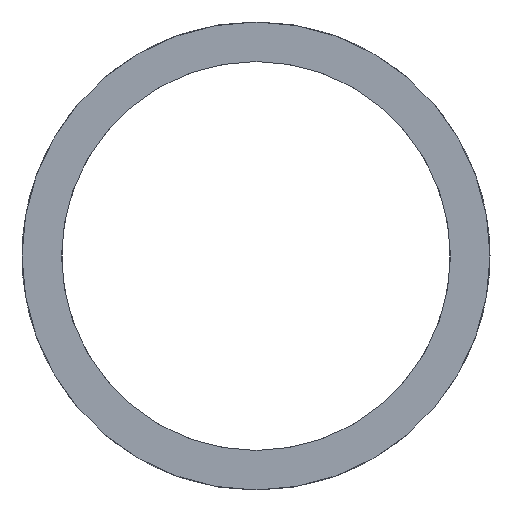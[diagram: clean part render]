
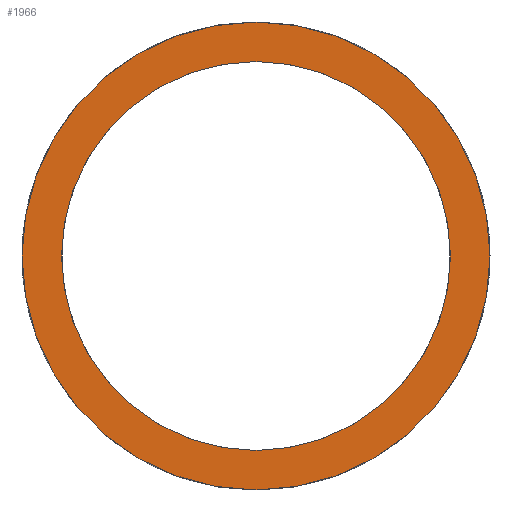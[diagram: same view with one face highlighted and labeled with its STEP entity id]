
A CAD part, left-side view. The second image highlights one B-rep face of the part: STEP entity #1966.
In plain terms, the highlighted planar face has unit normal (-1, 0, 0).
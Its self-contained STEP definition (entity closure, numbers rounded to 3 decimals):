
#203 = EDGE_CURVE ( 'NONE', #807, #2017, #1429, .T. ) ;
#210 = EDGE_LOOP ( 'NONE', ( #1201, #2160 ) ) ;
#234 = AXIS2_PLACEMENT_3D ( 'NONE', #588, #1642, #1198 ) ;
#252 = CARTESIAN_POINT ( 'NONE',  ( -29., 0., -8.875 ) ) ;
#342 = DIRECTION ( 'NONE',  ( 1., 0., 0. ) ) ;
#353 = DIRECTION ( 'NONE',  ( 0., 0., -1. ) ) ;
#358 = DIRECTION ( 'NONE',  ( 1., 0., 0. ) ) ;
#360 = CARTESIAN_POINT ( 'NONE',  ( -29., 0., 0. ) ) ;
#412 = AXIS2_PLACEMENT_3D ( 'NONE', #2126, #358, #1005 ) ;
#452 = ORIENTED_EDGE ( 'NONE', *, *, #497, .F. ) ;
#490 = EDGE_LOOP ( 'NONE', ( #452, #1397 ) ) ;
#497 = EDGE_CURVE ( 'NONE', #1101, #2335, #1809, .T. ) ;
#521 = EDGE_CURVE ( 'NONE', #2017, #807, #1907, .T. ) ;
#588 = CARTESIAN_POINT ( 'NONE',  ( -29., 0., 0. ) ) ;
#807 = VERTEX_POINT ( 'NONE', #2498 ) ;
#938 = AXIS2_PLACEMENT_3D ( 'NONE', #1081, #2860, #353 ) ;
#993 = PLANE ( 'NONE',  #2311 ) ;
#1005 = DIRECTION ( 'NONE',  ( 0., 0., -1. ) ) ;
#1009 = DIRECTION ( 'NONE',  ( 1., 0., 0. ) ) ;
#1081 = CARTESIAN_POINT ( 'NONE',  ( -29., 0., 0. ) ) ;
#1101 = VERTEX_POINT ( 'NONE', #1560 ) ;
#1198 = DIRECTION ( 'NONE',  ( 0., 0., -1. ) ) ;
#1201 = ORIENTED_EDGE ( 'NONE', *, *, #203, .T. ) ;
#1397 = ORIENTED_EDGE ( 'NONE', *, *, #2683, .F. ) ;
#1429 = CIRCLE ( 'NONE', #2783, 7.375 ) ;
#1491 = FACE_OUTER_BOUND ( 'NONE', #490, .T. ) ;
#1560 = CARTESIAN_POINT ( 'NONE',  ( -29., 0., 8.875 ) ) ;
#1642 = DIRECTION ( 'NONE',  ( 1., 0., 0. ) ) ;
#1669 = CARTESIAN_POINT ( 'NONE',  ( -29., 0., 0. ) ) ;
#1705 = FACE_BOUND ( 'NONE', #210, .T. ) ;
#1809 = CIRCLE ( 'NONE', #234, 8.875 ) ;
#1904 = DIRECTION ( 'NONE',  ( 0., 0., -1. ) ) ;
#1907 = CIRCLE ( 'NONE', #412, 7.375 ) ;
#1966 = ADVANCED_FACE ( 'NONE', ( #1705, #1491 ), #993, .F. ) ;
#2017 = VERTEX_POINT ( 'NONE', #2381 ) ;
#2126 = CARTESIAN_POINT ( 'NONE',  ( -29., 0., 0. ) ) ;
#2160 = ORIENTED_EDGE ( 'NONE', *, *, #521, .T. ) ;
#2311 = AXIS2_PLACEMENT_3D ( 'NONE', #1669, #342, #2807 ) ;
#2335 = VERTEX_POINT ( 'NONE', #252 ) ;
#2381 = CARTESIAN_POINT ( 'NONE',  ( -29., 0., -7.375 ) ) ;
#2498 = CARTESIAN_POINT ( 'NONE',  ( -29., 0., 7.375 ) ) ;
#2683 = EDGE_CURVE ( 'NONE', #2335, #1101, #2831, .T. ) ;
#2783 = AXIS2_PLACEMENT_3D ( 'NONE', #360, #1009, #1904 ) ;
#2807 = DIRECTION ( 'NONE',  ( 0., 0., -1. ) ) ;
#2831 = CIRCLE ( 'NONE', #938, 8.875 ) ;
#2860 = DIRECTION ( 'NONE',  ( 1., 0., 0. ) ) ;
